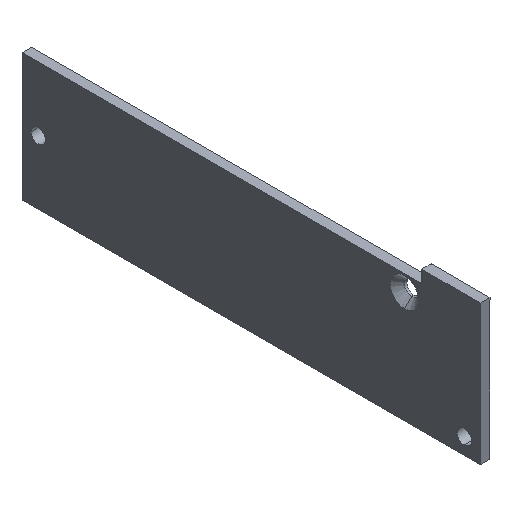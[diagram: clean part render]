
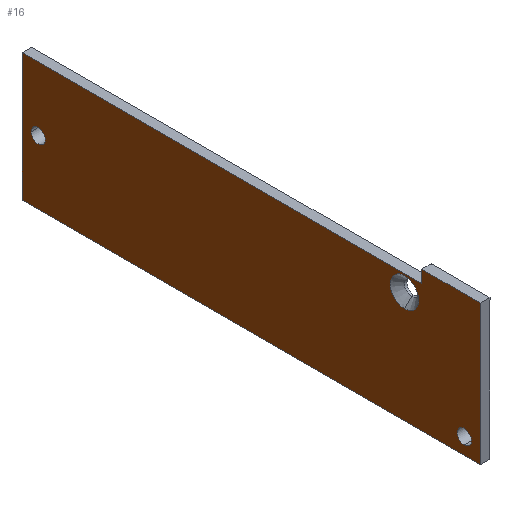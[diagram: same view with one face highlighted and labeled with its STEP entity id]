
A CAD part, isometric view. The second image highlights one B-rep face of the part: STEP entity #16.
In plain terms, the highlighted planar face has unit normal (-1, 0, 0).
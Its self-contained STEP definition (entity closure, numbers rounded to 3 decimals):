
#1 = DIRECTION ( 'NONE',  ( 0., 0., 1. ) ) ;
#11 = VERTEX_POINT ( 'NONE', #516 ) ;
#15 = CARTESIAN_POINT ( 'NONE',  ( 0., 9.55, -42. ) ) ;
#16 = ADVANCED_FACE ( 'NONE', ( #428, #179, #399, #430 ), #532, .F. ) ;
#17 = CARTESIAN_POINT ( 'NONE',  ( 0., 5.95, -35.6 ) ) ;
#19 = CARTESIAN_POINT ( 'NONE',  ( 0., 89.9, -35.6 ) ) ;
#21 = CARTESIAN_POINT ( 'NONE',  ( 0., -6.4, -62.4 ) ) ;
#27 = ORIENTED_EDGE ( 'NONE', *, *, #244, .T. ) ;
#37 = CARTESIAN_POINT ( 'NONE',  ( 0., 41.75, -49. ) ) ;
#38 = ORIENTED_EDGE ( 'NONE', *, *, #366, .T. ) ;
#41 = ORIENTED_EDGE ( 'NONE', *, *, #311, .T. ) ;
#42 = DIRECTION ( 'NONE',  ( 0., 0., 1. ) ) ;
#46 = DIRECTION ( 'NONE',  ( 0., 0., -1. ) ) ;
#60 = DIRECTION ( 'NONE',  ( 1., 0., 0. ) ) ;
#62 = CARTESIAN_POINT ( 'NONE',  ( 0., -3., -59. ) ) ;
#64 = DIRECTION ( 'NONE',  ( 1., 0., 0. ) ) ;
#67 = VERTEX_POINT ( 'NONE', #550 ) ;
#74 = VECTOR ( 'NONE', #369, 1000. ) ;
#83 = EDGE_CURVE ( 'NONE', #145, #469, #226, .T. ) ;
#88 = ORIENTED_EDGE ( 'NONE', *, *, #503, .T. ) ;
#93 = EDGE_CURVE ( 'NONE', #469, #145, #186, .T. ) ;
#94 = AXIS2_PLACEMENT_3D ( 'NONE', #323, #231, #365 ) ;
#95 = LINE ( 'NONE', #321, #455 ) ;
#110 = DIRECTION ( 'NONE',  ( 0., -1., 0. ) ) ;
#115 = VERTEX_POINT ( 'NONE', #564 ) ;
#131 = AXIS2_PLACEMENT_3D ( 'NONE', #62, #64, #419 ) ;
#145 = VERTEX_POINT ( 'NONE', #170 ) ;
#146 = CIRCLE ( 'NONE', #162, 3. ) ;
#149 = CIRCLE ( 'NONE', #94, 3. ) ;
#152 = LINE ( 'NONE', #21, #74 ) ;
#155 = AXIS2_PLACEMENT_3D ( 'NONE', #465, #60, #202 ) ;
#156 = EDGE_CURVE ( 'NONE', #11, #554, #201, .T. ) ;
#162 = AXIS2_PLACEMENT_3D ( 'NONE', #267, #440, #42 ) ;
#169 = ORIENTED_EDGE ( 'NONE', *, *, #93, .T. ) ;
#170 = CARTESIAN_POINT ( 'NONE',  ( 0., 85., -49. ) ) ;
#174 = LINE ( 'NONE', #530, #574 ) ;
#179 = FACE_BOUND ( 'NONE', #340, .T. ) ;
#186 = CIRCLE ( 'NONE', #155, 1.5 ) ;
#189 = EDGE_CURVE ( 'NONE', #228, #115, #174, .T. ) ;
#198 = LINE ( 'NONE', #414, #256 ) ;
#199 = LINE ( 'NONE', #504, #409 ) ;
#200 = CARTESIAN_POINT ( 'NONE',  ( 0., 86.5, -49. ) ) ;
#201 = CIRCLE ( 'NONE', #363, 1.5 ) ;
#202 = DIRECTION ( 'NONE',  ( 0., -1., 0. ) ) ;
#206 = ORIENTED_EDGE ( 'NONE', *, *, #207, .T. ) ;
#207 = EDGE_CURVE ( 'NONE', #212, #360, #146, .T. ) ;
#212 = VERTEX_POINT ( 'NONE', #571 ) ;
#222 = DIRECTION ( 'NONE',  ( 1., 0., 0. ) ) ;
#226 = CIRCLE ( 'NONE', #451, 1.5 ) ;
#228 = VERTEX_POINT ( 'NONE', #19 ) ;
#231 = DIRECTION ( 'NONE',  ( 1., 0., 0. ) ) ;
#235 = DIRECTION ( 'NONE',  ( 0., 0., -1. ) ) ;
#239 = DIRECTION ( 'NONE',  ( 0., 1., 0. ) ) ;
#244 = EDGE_CURVE ( 'NONE', #514, #265, #198, .T. ) ;
#256 = VECTOR ( 'NONE', #235, 1000. ) ;
#259 = VERTEX_POINT ( 'NONE', #280 ) ;
#260 = DIRECTION ( 'NONE',  ( 0., 1., 0. ) ) ;
#262 = ORIENTED_EDGE ( 'NONE', *, *, #291, .T. ) ;
#265 = VERTEX_POINT ( 'NONE', #17 ) ;
#267 = CARTESIAN_POINT ( 'NONE',  ( 0., 9.55, -39. ) ) ;
#280 = CARTESIAN_POINT ( 'NONE',  ( 0., -6.4, -33. ) ) ;
#291 = EDGE_CURVE ( 'NONE', #554, #11, #479, .T. ) ;
#293 = EDGE_LOOP ( 'NONE', ( #497, #169 ) ) ;
#295 = EDGE_CURVE ( 'NONE', #67, #259, #152, .T. ) ;
#307 = CARTESIAN_POINT ( 'NONE',  ( 0., 88., -49. ) ) ;
#308 = ORIENTED_EDGE ( 'NONE', *, *, #295, .T. ) ;
#311 = EDGE_CURVE ( 'NONE', #265, #228, #199, .T. ) ;
#321 = CARTESIAN_POINT ( 'NONE',  ( 0., 89.9, -62.4 ) ) ;
#323 = CARTESIAN_POINT ( 'NONE',  ( 0., 9.55, -39. ) ) ;
#336 = DIRECTION ( 'NONE',  ( 1., 0., 0. ) ) ;
#340 = EDGE_LOOP ( 'NONE', ( #206, #38 ) ) ;
#342 = DIRECTION ( 'NONE',  ( 0., 1., 0. ) ) ;
#360 = VERTEX_POINT ( 'NONE', #15 ) ;
#361 = LINE ( 'NONE', #536, #502 ) ;
#363 = AXIS2_PLACEMENT_3D ( 'NONE', #471, #429, #1 ) ;
#365 = DIRECTION ( 'NONE',  ( 0., 0., 1. ) ) ;
#366 = EDGE_CURVE ( 'NONE', #360, #212, #149, .T. ) ;
#368 = DIRECTION ( 'NONE',  ( 0., -1., 0. ) ) ;
#369 = DIRECTION ( 'NONE',  ( 0., 0., 1. ) ) ;
#374 = EDGE_CURVE ( 'NONE', #115, #67, #95, .T. ) ;
#399 = FACE_BOUND ( 'NONE', #410, .T. ) ;
#409 = VECTOR ( 'NONE', #239, 1000. ) ;
#410 = EDGE_LOOP ( 'NONE', ( #511, #262 ) ) ;
#414 = CARTESIAN_POINT ( 'NONE',  ( 0., 5.95, -35.6 ) ) ;
#419 = DIRECTION ( 'NONE',  ( 0., 0., 1. ) ) ;
#428 = FACE_BOUND ( 'NONE', #293, .T. ) ;
#429 = DIRECTION ( 'NONE',  ( 1., 0., 0. ) ) ;
#430 = FACE_OUTER_BOUND ( 'NONE', #486, .T. ) ;
#431 = AXIS2_PLACEMENT_3D ( 'NONE', #37, #222, #342 ) ;
#432 = ORIENTED_EDGE ( 'NONE', *, *, #189, .T. ) ;
#440 = DIRECTION ( 'NONE',  ( 1., 0., 0. ) ) ;
#451 = AXIS2_PLACEMENT_3D ( 'NONE', #200, #336, #110 ) ;
#455 = VECTOR ( 'NONE', #368, 1000. ) ;
#465 = CARTESIAN_POINT ( 'NONE',  ( 0., 86.5, -49. ) ) ;
#469 = VERTEX_POINT ( 'NONE', #307 ) ;
#471 = CARTESIAN_POINT ( 'NONE',  ( 0., -3., -59. ) ) ;
#478 = CARTESIAN_POINT ( 'NONE',  ( 0., -3., -60.5 ) ) ;
#479 = CIRCLE ( 'NONE', #131, 1.5 ) ;
#486 = EDGE_LOOP ( 'NONE', ( #88, #27, #41, #432, #542, #308 ) ) ;
#491 = CARTESIAN_POINT ( 'NONE',  ( 0., 5.95, -33. ) ) ;
#497 = ORIENTED_EDGE ( 'NONE', *, *, #83, .T. ) ;
#502 = VECTOR ( 'NONE', #260, 1000. ) ;
#503 = EDGE_CURVE ( 'NONE', #259, #514, #361, .T. ) ;
#504 = CARTESIAN_POINT ( 'NONE',  ( 0., -6.4, -35.6 ) ) ;
#511 = ORIENTED_EDGE ( 'NONE', *, *, #156, .T. ) ;
#514 = VERTEX_POINT ( 'NONE', #491 ) ;
#516 = CARTESIAN_POINT ( 'NONE',  ( 0., -3., -57.5 ) ) ;
#530 = CARTESIAN_POINT ( 'NONE',  ( 0., 89.9, -35.6 ) ) ;
#532 = PLANE ( 'NONE',  #431 ) ;
#536 = CARTESIAN_POINT ( 'NONE',  ( 0., -0.225, -33. ) ) ;
#542 = ORIENTED_EDGE ( 'NONE', *, *, #374, .T. ) ;
#550 = CARTESIAN_POINT ( 'NONE',  ( 0., -6.4, -62.4 ) ) ;
#554 = VERTEX_POINT ( 'NONE', #478 ) ;
#564 = CARTESIAN_POINT ( 'NONE',  ( 0., 89.9, -62.4 ) ) ;
#571 = CARTESIAN_POINT ( 'NONE',  ( 0., 9.55, -36. ) ) ;
#574 = VECTOR ( 'NONE', #46, 1000. ) ;
